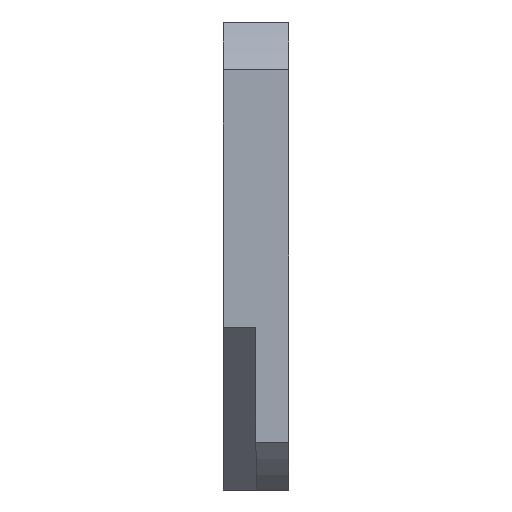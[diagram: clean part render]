
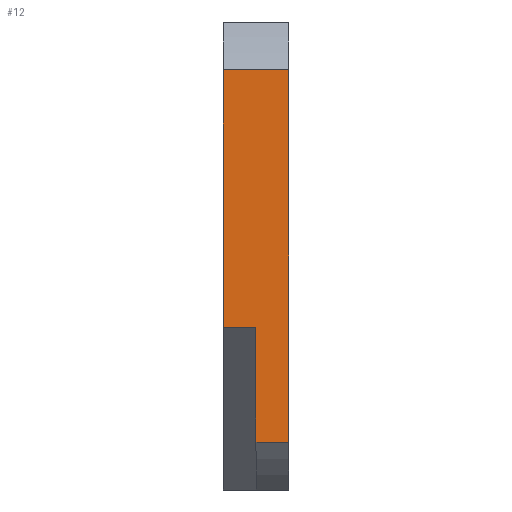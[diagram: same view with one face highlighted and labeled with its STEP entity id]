
A CAD part, left-side view. The second image highlights one B-rep face of the part: STEP entity #12.
In plain terms, the highlighted planar face has unit normal (-1, 0, 0).
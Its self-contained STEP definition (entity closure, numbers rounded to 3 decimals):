
#2 = CARTESIAN_POINT ( 'NONE',  ( -90., 0., -27.5 ) ) ;
#12 = ADVANCED_FACE ( 'NONE', ( #566 ), #572, .T. ) ;
#54 = ORIENTED_EDGE ( 'NONE', *, *, #265, .T. ) ;
#89 = EDGE_CURVE ( 'NONE', #972, #512, #1427, .T. ) ;
#135 = EDGE_CURVE ( 'NONE', #764, #972, #1213, .T. ) ;
#140 = DIRECTION ( 'NONE',  ( 0., 0., 1. ) ) ;
#149 = ORIENTED_EDGE ( 'NONE', *, *, #89, .T. ) ;
#188 = VECTOR ( 'NONE', #570, 1000. ) ;
#265 = EDGE_CURVE ( 'NONE', #665, #817, #1405, .T. ) ;
#271 = CARTESIAN_POINT ( 'NONE',  ( -90., 0., -71.589 ) ) ;
#320 = CARTESIAN_POINT ( 'NONE',  ( -90., 12.5, -27.5 ) ) ;
#322 = EDGE_CURVE ( 'NONE', #512, #665, #795, .T. ) ;
#369 = CARTESIAN_POINT ( 'NONE',  ( -90., 0., 71.589 ) ) ;
#417 = ORIENTED_EDGE ( 'NONE', *, *, #135, .T. ) ;
#512 = VERTEX_POINT ( 'NONE', #320 ) ;
#542 = ORIENTED_EDGE ( 'NONE', *, *, #1307, .T. ) ;
#566 = FACE_OUTER_BOUND ( 'NONE', #1413, .T. ) ;
#570 = DIRECTION ( 'NONE',  ( 0., -1., 0. ) ) ;
#572 = PLANE ( 'NONE',  #985 ) ;
#581 = VECTOR ( 'NONE', #1558, 1000. ) ;
#665 = VERTEX_POINT ( 'NONE', #2 ) ;
#693 = CARTESIAN_POINT ( 'NONE',  ( -90., 12.5, 71.589 ) ) ;
#697 = CARTESIAN_POINT ( 'NONE',  ( -90., 12.5, 90. ) ) ;
#761 = LINE ( 'NONE', #1353, #1448 ) ;
#764 = VERTEX_POINT ( 'NONE', #1252 ) ;
#784 = VECTOR ( 'NONE', #1336, 1000. ) ;
#795 = LINE ( 'NONE', #917, #188 ) ;
#817 = VERTEX_POINT ( 'NONE', #271 ) ;
#825 = CARTESIAN_POINT ( 'NONE',  ( -90., 0., 90. ) ) ;
#858 = ORIENTED_EDGE ( 'NONE', *, *, #1087, .T. ) ;
#917 = CARTESIAN_POINT ( 'NONE',  ( -90., 6.25, -27.5 ) ) ;
#964 = VECTOR ( 'NONE', #1412, 1000. ) ;
#969 = LINE ( 'NONE', #1332, #1424 ) ;
#972 = VERTEX_POINT ( 'NONE', #693 ) ;
#985 = AXIS2_PLACEMENT_3D ( 'NONE', #825, #1308, #1571 ) ;
#1000 = DIRECTION ( 'NONE',  ( 0., -1., 0. ) ) ;
#1046 = CARTESIAN_POINT ( 'NONE',  ( -90., -12.5, -71.589 ) ) ;
#1087 = EDGE_CURVE ( 'NONE', #817, #1522, #969, .T. ) ;
#1181 = CARTESIAN_POINT ( 'NONE',  ( -90., 0., 11.049 ) ) ;
#1213 = LINE ( 'NONE', #369, #784 ) ;
#1252 = CARTESIAN_POINT ( 'NONE',  ( -90., -12.5, 71.589 ) ) ;
#1307 = EDGE_CURVE ( 'NONE', #1522, #764, #761, .T. ) ;
#1308 = DIRECTION ( 'NONE',  ( -1., 0., 0. ) ) ;
#1332 = CARTESIAN_POINT ( 'NONE',  ( -90., 0., -71.589 ) ) ;
#1336 = DIRECTION ( 'NONE',  ( 0., 1., 0. ) ) ;
#1353 = CARTESIAN_POINT ( 'NONE',  ( -90., -12.5, 90. ) ) ;
#1402 = ORIENTED_EDGE ( 'NONE', *, *, #322, .T. ) ;
#1405 = LINE ( 'NONE', #1181, #964 ) ;
#1412 = DIRECTION ( 'NONE',  ( 0., 0., -1. ) ) ;
#1413 = EDGE_LOOP ( 'NONE', ( #858, #542, #417, #149, #1402, #54 ) ) ;
#1424 = VECTOR ( 'NONE', #1000, 1000. ) ;
#1427 = LINE ( 'NONE', #697, #581 ) ;
#1448 = VECTOR ( 'NONE', #140, 1000. ) ;
#1522 = VERTEX_POINT ( 'NONE', #1046 ) ;
#1558 = DIRECTION ( 'NONE',  ( 0., 0., -1. ) ) ;
#1571 = DIRECTION ( 'NONE',  ( 0., 0., 1. ) ) ;
